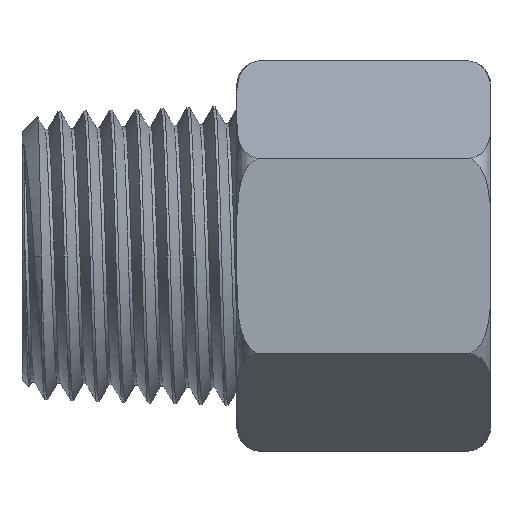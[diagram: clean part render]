
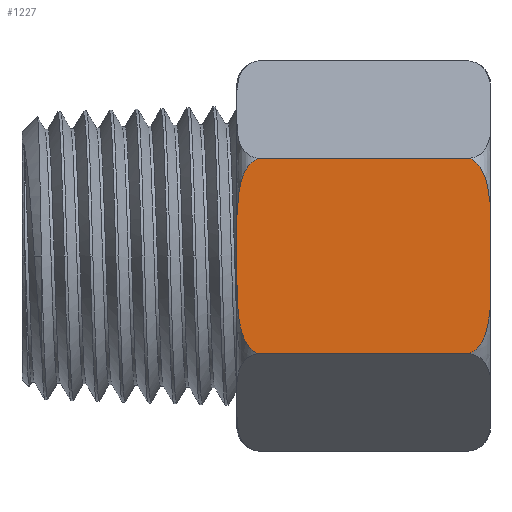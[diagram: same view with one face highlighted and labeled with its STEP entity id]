
A CAD part, front view. The second image highlights one B-rep face of the part: STEP entity #1227.
In plain terms, the highlighted planar face has unit normal (0, -1, 0).
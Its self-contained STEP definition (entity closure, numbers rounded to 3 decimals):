
#93=B_SPLINE_CURVE_WITH_KNOTS('',3,(#1830,#1831,#1832,#1833,#1834,#1835,
#1836,#1837,#1838,#1839,#1840,#1841,#1842,#1843,#1844,#1845),
 .UNSPECIFIED.,.F.,.F.,(4,2,2,2,2,2,2,4),(17.826,19.248,
19.799,20.351,20.68,21.009,21.241,
21.302),.UNSPECIFIED.);
#94=B_SPLINE_CURVE_WITH_KNOTS('',3,(#1848,#1849,#1850,#1851,#1852,#1853,
#1854,#1855,#1856,#1857,#1858,#1859,#1860,#1861,#1862,#1863,#1864,#1865),
 .UNSPECIFIED.,.F.,.F.,(4,2,2,2,2,2,2,2,4),(7.329,7.39,
7.623,7.952,8.28,8.832,9.384,
11.125,12.866),.UNSPECIFIED.);
#95=B_SPLINE_CURVE_WITH_KNOTS('',3,(#1866,#1867,#1868,#1869,#1870,#1871,
#1872,#1873,#1874,#1875,#1876,#1877,#1878,#1879,#1880,#1881,#1882,#1883),
 .UNSPECIFIED.,.F.,.F.,(4,2,2,2,2,2,2,2,4),(15.765,17.506,
19.248,19.799,20.351,20.68,21.009,
21.241,21.302),.UNSPECIFIED.);
#96=B_SPLINE_CURVE_WITH_KNOTS('',3,(#1884,#1885,#1886,#1887,#1888,#1889,
#1890,#1891,#1892,#1893,#1894,#1895,#1896,#1897,#1898,#1899),
 .UNSPECIFIED.,.F.,.F.,(4,2,2,2,2,2,2,4),(7.329,7.39,
7.623,7.952,8.28,8.832,9.384,
10.806),.UNSPECIFIED.);
#196=FACE_OUTER_BOUND('',#269,.T.);
#269=EDGE_LOOP('',(#856,#857,#858,#859,#860,#861,#862,#863));
#374=LINE('',#1675,#434);
#375=LINE('',#1740,#435);
#378=LINE('',#1807,#438);
#383=LINE('',#1847,#443);
#434=VECTOR('',#1415,1.);
#435=VECTOR('',#1422,1.);
#438=VECTOR('',#1429,1.);
#443=VECTOR('',#1450,1.);
#499=VERTEX_POINT('',#1672);
#500=VERTEX_POINT('',#1674);
#506=VERTEX_POINT('',#1722);
#507=VERTEX_POINT('',#1739);
#512=VERTEX_POINT('',#1804);
#513=VERTEX_POINT('',#1806);
#523=VERTEX_POINT('',#1829);
#524=VERTEX_POINT('',#1846);
#630=EDGE_CURVE('',#500,#499,#374,.T.);
#637=EDGE_CURVE('',#507,#506,#375,.T.);
#644=EDGE_CURVE('',#512,#513,#378,.T.);
#656=EDGE_CURVE('',#512,#523,#93,.T.);
#657=EDGE_CURVE('',#524,#523,#383,.T.);
#658=EDGE_CURVE('',#524,#500,#94,.T.);
#659=EDGE_CURVE('',#499,#507,#95,.T.);
#660=EDGE_CURVE('',#506,#513,#96,.T.);
#856=ORIENTED_EDGE('',*,*,#656,.T.);
#857=ORIENTED_EDGE('',*,*,#657,.F.);
#858=ORIENTED_EDGE('',*,*,#658,.T.);
#859=ORIENTED_EDGE('',*,*,#630,.T.);
#860=ORIENTED_EDGE('',*,*,#659,.T.);
#861=ORIENTED_EDGE('',*,*,#637,.T.);
#862=ORIENTED_EDGE('',*,*,#660,.T.);
#863=ORIENTED_EDGE('',*,*,#644,.F.);
#1217=PLANE('',#1316);
#1227=ADVANCED_FACE('',(#196),#1217,.T.);
#1316=AXIS2_PLACEMENT_3D('',#1828,#1448,#1449);
#1415=DIRECTION('',(0.,0.,-1.));
#1422=DIRECTION('',(1.,0.,0.));
#1429=DIRECTION('',(0.,0.,-1.));
#1448=DIRECTION('center_axis',(0.,-1.,0.));
#1449=DIRECTION('ref_axis',(0.,0.,-1.));
#1450=DIRECTION('',(1.,0.,0.));
#1672=CARTESIAN_POINT('',(15.118,-11.9,-1.546));
#1674=CARTESIAN_POINT('',(15.118,-11.9,1.546));
#1675=CARTESIAN_POINT('',(15.118,-11.9,3.435));
#1722=CARTESIAN_POINT('',(31.446,-11.9,-6.87));
#1739=CARTESIAN_POINT('',(16.69,-11.9,-6.87));
#1740=CARTESIAN_POINT('',(8.809,-11.9,-6.87));
#1804=CARTESIAN_POINT('',(32.952,-11.9,3.746));
#1806=CARTESIAN_POINT('',(32.952,-11.9,-3.746));
#1807=CARTESIAN_POINT('',(32.952,-11.9,9.173));
#1828=CARTESIAN_POINT('Origin',(8.809,-11.9,6.87));
#1829=CARTESIAN_POINT('',(31.446,-11.9,6.87));
#1830=CARTESIAN_POINT('Ctrl Pts',(32.952,-11.9,3.746));
#1831=CARTESIAN_POINT('Ctrl Pts',(32.908,-11.9,4.259));
#1832=CARTESIAN_POINT('Ctrl Pts',(32.835,-11.9,4.762));
#1833=CARTESIAN_POINT('Ctrl Pts',(32.659,-11.9,5.396));
#1834=CARTESIAN_POINT('Ctrl Pts',(32.596,-11.9,5.588));
#1835=CARTESIAN_POINT('Ctrl Pts',(32.437,-11.9,5.957));
#1836=CARTESIAN_POINT('Ctrl Pts',(32.342,-11.9,6.134));
#1837=CARTESIAN_POINT('Ctrl Pts',(32.173,-11.9,6.374));
#1838=CARTESIAN_POINT('Ctrl Pts',(32.097,-11.9,6.468));
#1839=CARTESIAN_POINT('Ctrl Pts',(31.927,-11.9,6.634));
#1840=CARTESIAN_POINT('Ctrl Pts',(31.832,-11.9,6.706));
#1841=CARTESIAN_POINT('Ctrl Pts',(31.669,-11.9,6.798));
#1842=CARTESIAN_POINT('Ctrl Pts',(31.591,-11.9,6.832));
#1843=CARTESIAN_POINT('Ctrl Pts',(31.489,-11.9,6.861));
#1844=CARTESIAN_POINT('Ctrl Pts',(31.467,-11.9,6.866));
#1845=CARTESIAN_POINT('Ctrl Pts',(31.446,-11.9,6.87));
#1846=CARTESIAN_POINT('',(16.69,-11.9,6.87));
#1847=CARTESIAN_POINT('',(8.809,-11.9,6.87));
#1848=CARTESIAN_POINT('Ctrl Pts',(16.69,-11.9,6.87));
#1849=CARTESIAN_POINT('Ctrl Pts',(16.668,-11.9,6.866));
#1850=CARTESIAN_POINT('Ctrl Pts',(16.647,-11.9,6.861));
#1851=CARTESIAN_POINT('Ctrl Pts',(16.545,-11.9,6.832));
#1852=CARTESIAN_POINT('Ctrl Pts',(16.467,-11.9,6.798));
#1853=CARTESIAN_POINT('Ctrl Pts',(16.304,-11.9,6.706));
#1854=CARTESIAN_POINT('Ctrl Pts',(16.209,-11.9,6.634));
#1855=CARTESIAN_POINT('Ctrl Pts',(16.038,-11.9,6.468));
#1856=CARTESIAN_POINT('Ctrl Pts',(15.962,-11.9,6.374));
#1857=CARTESIAN_POINT('Ctrl Pts',(15.794,-11.9,6.134));
#1858=CARTESIAN_POINT('Ctrl Pts',(15.698,-11.9,5.957));
#1859=CARTESIAN_POINT('Ctrl Pts',(15.54,-11.9,5.588));
#1860=CARTESIAN_POINT('Ctrl Pts',(15.477,-11.9,5.396));
#1861=CARTESIAN_POINT('Ctrl Pts',(15.273,-11.9,4.659));
#1862=CARTESIAN_POINT('Ctrl Pts',(15.197,-11.9,4.031));
#1863=CARTESIAN_POINT('Ctrl Pts',(15.12,-11.9,2.765));
#1864=CARTESIAN_POINT('Ctrl Pts',(15.118,-11.9,2.126));
#1865=CARTESIAN_POINT('Ctrl Pts',(15.118,-11.9,1.546));
#1866=CARTESIAN_POINT('Ctrl Pts',(15.118,-11.9,-1.546));
#1867=CARTESIAN_POINT('Ctrl Pts',(15.118,-11.9,-2.126));
#1868=CARTESIAN_POINT('Ctrl Pts',(15.12,-11.9,-2.765));
#1869=CARTESIAN_POINT('Ctrl Pts',(15.197,-11.9,-4.031));
#1870=CARTESIAN_POINT('Ctrl Pts',(15.273,-11.9,-4.659));
#1871=CARTESIAN_POINT('Ctrl Pts',(15.477,-11.9,-5.396));
#1872=CARTESIAN_POINT('Ctrl Pts',(15.54,-11.9,-5.588));
#1873=CARTESIAN_POINT('Ctrl Pts',(15.698,-11.9,-5.957));
#1874=CARTESIAN_POINT('Ctrl Pts',(15.794,-11.9,-6.134));
#1875=CARTESIAN_POINT('Ctrl Pts',(15.962,-11.9,-6.374));
#1876=CARTESIAN_POINT('Ctrl Pts',(16.038,-11.9,-6.468));
#1877=CARTESIAN_POINT('Ctrl Pts',(16.209,-11.9,-6.634));
#1878=CARTESIAN_POINT('Ctrl Pts',(16.304,-11.9,-6.706));
#1879=CARTESIAN_POINT('Ctrl Pts',(16.467,-11.9,-6.798));
#1880=CARTESIAN_POINT('Ctrl Pts',(16.545,-11.9,-6.832));
#1881=CARTESIAN_POINT('Ctrl Pts',(16.647,-11.9,-6.861));
#1882=CARTESIAN_POINT('Ctrl Pts',(16.668,-11.9,-6.866));
#1883=CARTESIAN_POINT('Ctrl Pts',(16.69,-11.9,-6.87));
#1884=CARTESIAN_POINT('Ctrl Pts',(31.446,-11.9,-6.87));
#1885=CARTESIAN_POINT('Ctrl Pts',(31.467,-11.9,-6.866));
#1886=CARTESIAN_POINT('Ctrl Pts',(31.489,-11.9,-6.861));
#1887=CARTESIAN_POINT('Ctrl Pts',(31.591,-11.9,-6.832));
#1888=CARTESIAN_POINT('Ctrl Pts',(31.669,-11.9,-6.798));
#1889=CARTESIAN_POINT('Ctrl Pts',(31.832,-11.9,-6.706));
#1890=CARTESIAN_POINT('Ctrl Pts',(31.927,-11.9,-6.634));
#1891=CARTESIAN_POINT('Ctrl Pts',(32.097,-11.9,-6.468));
#1892=CARTESIAN_POINT('Ctrl Pts',(32.173,-11.9,-6.374));
#1893=CARTESIAN_POINT('Ctrl Pts',(32.342,-11.9,-6.134));
#1894=CARTESIAN_POINT('Ctrl Pts',(32.437,-11.9,-5.957));
#1895=CARTESIAN_POINT('Ctrl Pts',(32.596,-11.9,-5.588));
#1896=CARTESIAN_POINT('Ctrl Pts',(32.659,-11.9,-5.396));
#1897=CARTESIAN_POINT('Ctrl Pts',(32.835,-11.9,-4.762));
#1898=CARTESIAN_POINT('Ctrl Pts',(32.908,-11.9,-4.259));
#1899=CARTESIAN_POINT('Ctrl Pts',(32.952,-11.9,-3.746));
